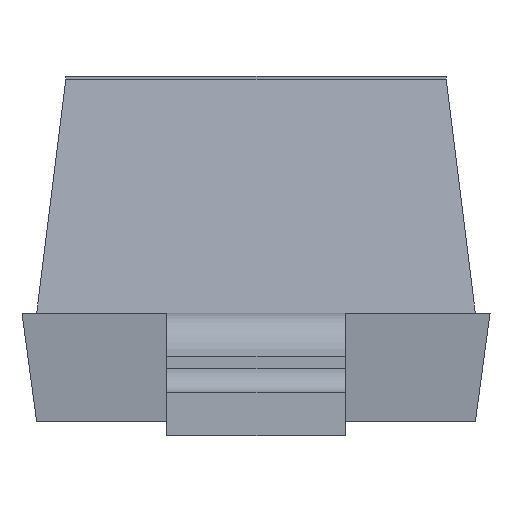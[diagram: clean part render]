
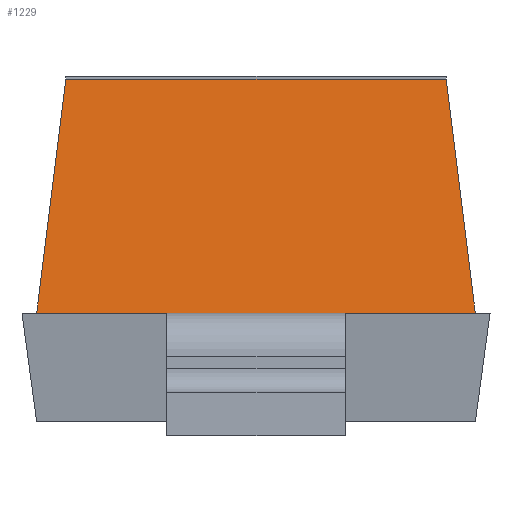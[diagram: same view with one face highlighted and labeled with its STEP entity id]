
A CAD part, left-side view. The second image highlights one B-rep face of the part: STEP entity #1229.
In plain terms, the highlighted planar face has unit normal (-0.992, 0, 0.124).
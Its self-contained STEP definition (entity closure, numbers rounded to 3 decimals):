
#88=DIRECTION('',(0.,-1.,0.));
#89=VECTOR('',#88,1.5);
#90=CARTESIAN_POINT('',(-1.295,0.75,0.37));
#91=LINE('',#90,#89);
#165=DIRECTION('',(0.123,-0.123,0.985));
#166=VECTOR('',#165,0.812);
#167=CARTESIAN_POINT('',(-1.295,0.75,0.37));
#168=LINE('',#167,#166);
#200=DIRECTION('',(0.,-1.,0.));
#201=VECTOR('',#200,1.3);
#202=CARTESIAN_POINT('',(-1.195,0.65,1.17));
#203=LINE('',#202,#201);
#305=DIRECTION('',(0.123,0.123,0.985));
#306=VECTOR('',#305,0.812);
#307=CARTESIAN_POINT('',(-1.295,-0.75,0.37));
#308=LINE('',#307,#306);
#833=CARTESIAN_POINT('',(-1.295,0.75,0.37));
#835=VERTEX_POINT('',#833);
#836=CARTESIAN_POINT('',(-1.195,0.65,1.17));
#837=CARTESIAN_POINT('',(-1.195,-0.65,1.17));
#838=VERTEX_POINT('',#836);
#839=VERTEX_POINT('',#837);
#840=CARTESIAN_POINT('',(-1.295,-0.75,0.37));
#841=VERTEX_POINT('',#840);
#1218=CARTESIAN_POINT('',(-1.245,0.,0.77));
#1219=DIRECTION('',(-0.992,0.,0.124));
#1220=DIRECTION('',(-0.124,0.,-0.992));
#1221=AXIS2_PLACEMENT_3D('',#1218,#1219,#1220);
#1222=PLANE('',#1221);
#1223=ORIENTED_EDGE('',*,*,#1118,.T.);
#1224=ORIENTED_EDGE('',*,*,#1200,.F.);
#1225=ORIENTED_EDGE('',*,*,#1039,.F.);
#1226=ORIENTED_EDGE('',*,*,#1069,.T.);
#1227=EDGE_LOOP('',(#1223,#1224,#1225,#1226));
#1228=FACE_OUTER_BOUND('',#1227,.F.);
#1229=ADVANCED_FACE('',(#1228),#1222,.T.);
#1039=EDGE_CURVE('',#835,#841,#91,.T.);
#1069=EDGE_CURVE('',#835,#838,#168,.T.);
#1118=EDGE_CURVE('',#838,#839,#203,.T.);
#1200=EDGE_CURVE('',#841,#839,#308,.T.);
